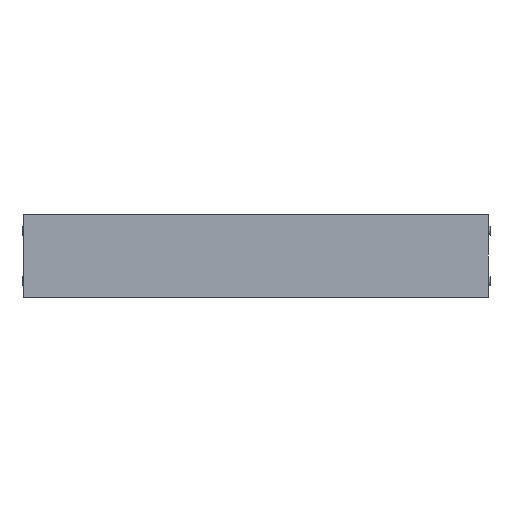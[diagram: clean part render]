
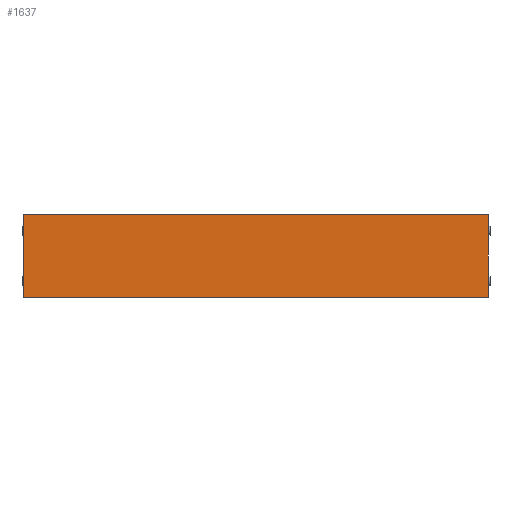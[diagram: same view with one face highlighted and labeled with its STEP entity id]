
A CAD part, front view. The second image highlights one B-rep face of the part: STEP entity #1637.
In plain terms, the highlighted planar face has unit normal (0, -1, 0).
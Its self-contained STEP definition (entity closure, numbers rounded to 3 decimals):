
#123 = LINE ( 'NONE', #10879, #3232 ) ;
#307 = VECTOR ( 'NONE', #4398, 1000. ) ;
#460 = CARTESIAN_POINT ( 'NONE',  ( 0., -20., 0. ) ) ;
#874 = CARTESIAN_POINT ( 'NONE',  ( 365., -20., 65. ) ) ;
#1246 = EDGE_LOOP ( 'NONE', ( #5151, #7827, #7195, #7731 ) ) ;
#1520 = VECTOR ( 'NONE', #8578, 1000. ) ;
#1637 = ADVANCED_FACE ( 'NONE', ( #8564 ), #3234, .T. ) ;
#1947 = DIRECTION ( 'NONE',  ( 0., 0., -1. ) ) ;
#2419 = EDGE_CURVE ( 'NONE', #10271, #6922, #8702, .T. ) ;
#3070 = EDGE_CURVE ( 'NONE', #4610, #10271, #7197, .T. ) ;
#3170 = CARTESIAN_POINT ( 'NONE',  ( -365., -20., 65. ) ) ;
#3232 = VECTOR ( 'NONE', #1947, 1000. ) ;
#3234 = PLANE ( 'NONE',  #3842 ) ;
#3492 = VERTEX_POINT ( 'NONE', #9799 ) ;
#3842 = AXIS2_PLACEMENT_3D ( 'NONE', #460, #10401, #5008 ) ;
#4398 = DIRECTION ( 'NONE',  ( 1., 0., 0. ) ) ;
#4610 = VERTEX_POINT ( 'NONE', #11503 ) ;
#5008 = DIRECTION ( 'NONE',  ( 0., 0., -1. ) ) ;
#5151 = ORIENTED_EDGE ( 'NONE', *, *, #5534, .T. ) ;
#5342 = LINE ( 'NONE', #9725, #307 ) ;
#5534 = EDGE_CURVE ( 'NONE', #6922, #3492, #123, .T. ) ;
#6067 = DIRECTION ( 'NONE',  ( 0., 0., 1. ) ) ;
#6392 = CARTESIAN_POINT ( 'NONE',  ( 365., -20., 65. ) ) ;
#6922 = VERTEX_POINT ( 'NONE', #3170 ) ;
#7195 = ORIENTED_EDGE ( 'NONE', *, *, #3070, .T. ) ;
#7197 = LINE ( 'NONE', #874, #10873 ) ;
#7731 = ORIENTED_EDGE ( 'NONE', *, *, #2419, .T. ) ;
#7827 = ORIENTED_EDGE ( 'NONE', *, *, #9668, .T. ) ;
#8564 = FACE_OUTER_BOUND ( 'NONE', #1246, .T. ) ;
#8578 = DIRECTION ( 'NONE',  ( -1., 0., 0. ) ) ;
#8702 = LINE ( 'NONE', #11362, #1520 ) ;
#9668 = EDGE_CURVE ( 'NONE', #3492, #4610, #5342, .T. ) ;
#9725 = CARTESIAN_POINT ( 'NONE',  ( -365., -20., -65. ) ) ;
#9799 = CARTESIAN_POINT ( 'NONE',  ( -365., -20., -65. ) ) ;
#10271 = VERTEX_POINT ( 'NONE', #6392 ) ;
#10401 = DIRECTION ( 'NONE',  ( 0., -1., 0. ) ) ;
#10873 = VECTOR ( 'NONE', #6067, 1000. ) ;
#10879 = CARTESIAN_POINT ( 'NONE',  ( -365., -20., 65. ) ) ;
#11362 = CARTESIAN_POINT ( 'NONE',  ( -365., -20., 65. ) ) ;
#11503 = CARTESIAN_POINT ( 'NONE',  ( 365., -20., -65. ) ) ;
